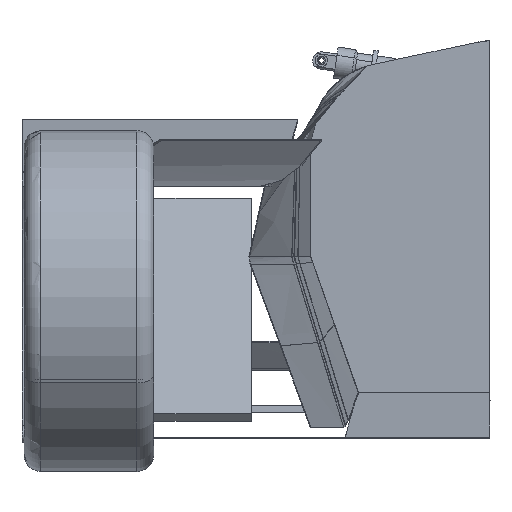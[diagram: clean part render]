
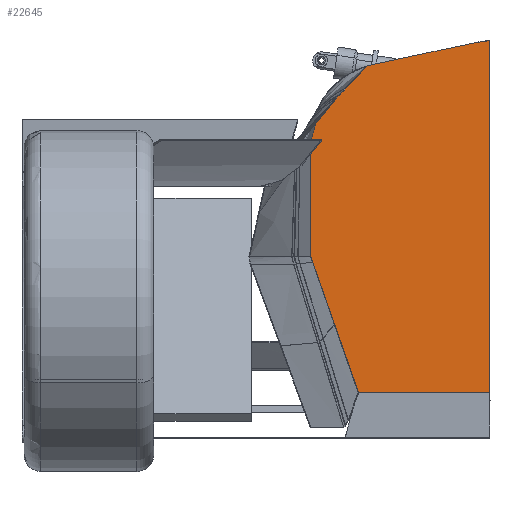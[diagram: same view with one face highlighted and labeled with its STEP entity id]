
A CAD part, left-side view. The second image highlights one B-rep face of the part: STEP entity #22645.
In plain terms, the highlighted planar face has unit normal (-1, 0, 0).
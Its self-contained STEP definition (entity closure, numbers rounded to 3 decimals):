
#21949=CARTESIAN_POINT('Vertex',(0.,0.,20.762)) ;
#21954=CARTESIAN_POINT('Line Origine',(0.,0.,-248.269)) ;
#21958=CARTESIAN_POINT('Vertex',(0.,0.,-517.3)) ;
#22523=CARTESIAN_POINT('Control Point',(0.,3.163,20.464)) ;
#22524=CARTESIAN_POINT('Control Point',(0.,2.1,20.601)) ;
#22525=CARTESIAN_POINT('Control Point',(0.,1.044,20.699)) ;
#22526=CARTESIAN_POINT('Control Point',(0.,0.,20.762)) ;
#22527=CARTESIAN_POINT('Vertex',(0.,3.163,20.464)) ;
#22559=CARTESIAN_POINT('Axis2P3D Location',(0.,0.,0.)) ;
#22565=CARTESIAN_POINT('Control Point',(0.,25.162,16.699)) ;
#22566=CARTESIAN_POINT('Control Point',(0.,20.796,17.632)) ;
#22567=CARTESIAN_POINT('Control Point',(0.,16.411,18.475)) ;
#22568=CARTESIAN_POINT('Control Point',(0.,12.006,19.229)) ;
#22569=CARTESIAN_POINT('Control Point',(0.,7.591,19.892)) ;
#22570=CARTESIAN_POINT('Control Point',(0.,3.163,20.464)) ;
#22571=CARTESIAN_POINT('Vertex',(0.,25.162,16.699)) ;
#22574=CARTESIAN_POINT('Line Origine',(0.,100.291,0.641)) ;
#22578=CARTESIAN_POINT('Vertex',(0.,175.42,-15.417)) ;
#22582=CARTESIAN_POINT('Control Point',(0.,269.04,-125.823)) ;
#22583=CARTESIAN_POINT('Control Point',(0.,268.521,-114.635)) ;
#22584=CARTESIAN_POINT('Control Point',(0.,266.68,-103.508)) ;
#22585=CARTESIAN_POINT('Control Point',(0.,263.527,-92.651)) ;
#22586=CARTESIAN_POINT('Control Point',(0.,254.716,-71.887)) ;
#22587=CARTESIAN_POINT('Control Point',(0.,241.31,-53.748)) ;
#22588=CARTESIAN_POINT('Control Point',(0.,233.561,-45.515)) ;
#22589=CARTESIAN_POINT('Control Point',(0.,218.163,-32.624)) ;
#22590=CARTESIAN_POINT('Control Point',(0.,200.468,-23.244)) ;
#22591=CARTESIAN_POINT('Control Point',(0.,192.352,-19.86)) ;
#22592=CARTESIAN_POINT('Control Point',(0.,183.97,-17.244)) ;
#22593=CARTESIAN_POINT('Control Point',(0.,175.42,-15.417)) ;
#22594=CARTESIAN_POINT('Vertex',(0.,269.04,-125.823)) ;
#22597=CARTESIAN_POINT('Line Origine',(0.,269.04,-210.751)) ;
#22601=CARTESIAN_POINT('Vertex',(0.,269.04,-295.678)) ;
#22605=CARTESIAN_POINT('Control Point',(0.,266.849,-308.523)) ;
#22606=CARTESIAN_POINT('Control Point',(0.,267.717,-306.052)) ;
#22607=CARTESIAN_POINT('Control Point',(0.,268.376,-303.509)) ;
#22608=CARTESIAN_POINT('Control Point',(0.,268.819,-300.915)) ;
#22609=CARTESIAN_POINT('Control Point',(0.,269.04,-298.297)) ;
#22610=CARTESIAN_POINT('Control Point',(0.,269.04,-295.678)) ;
#22611=CARTESIAN_POINT('Vertex',(0.,266.849,-308.523)) ;
#22614=CARTESIAN_POINT('Line Origine',(0.,232.179,-407.201)) ;
#22618=CARTESIAN_POINT('Vertex',(0.,197.508,-505.879)) ;
#22621=CARTESIAN_POINT('Line Origine',(0.,195.501,-511.589)) ;
#22625=CARTESIAN_POINT('Vertex',(0.,193.495,-517.3)) ;
#22628=CARTESIAN_POINT('Line Origine',(0.,96.747,-517.3)) ;
#21955=DIRECTION('Vector Direction',(0.,0.,1.)) ;
#22560=DIRECTION('Axis2P3D Direction',(1.,0.,0.)) ;
#22561=DIRECTION('Axis2P3D XDirection',(0.,1.,0.)) ;
#22575=DIRECTION('Vector Direction',(0.,0.978,-0.209)) ;
#22598=DIRECTION('Vector Direction',(0.,0.,-1.)) ;
#22615=DIRECTION('Vector Direction',(0.,-0.331,-0.943)) ;
#22622=DIRECTION('Vector Direction',(0.,-0.331,-0.943)) ;
#22629=DIRECTION('Vector Direction',(0.,-1.,0.)) ;
#22562=AXIS2_PLACEMENT_3D('Plane Axis2P3D',#22559,#22560,#22561) ;
#22634=ORIENTED_EDGE('',*,*,#22529,.F.) ;
#22635=ORIENTED_EDGE('',*,*,#22573,.F.) ;
#22636=ORIENTED_EDGE('',*,*,#22580,.F.) ;
#22637=ORIENTED_EDGE('',*,*,#22596,.F.) ;
#22638=ORIENTED_EDGE('',*,*,#22603,.F.) ;
#22639=ORIENTED_EDGE('',*,*,#22613,.F.) ;
#22640=ORIENTED_EDGE('',*,*,#22620,.F.) ;
#22641=ORIENTED_EDGE('',*,*,#22627,.F.) ;
#22642=ORIENTED_EDGE('',*,*,#22632,.F.) ;
#22643=ORIENTED_EDGE('',*,*,#21960,.F.) ;
#21956=VECTOR('Line Direction',#21955,1.) ;
#22576=VECTOR('Line Direction',#22575,1.) ;
#22599=VECTOR('Line Direction',#22598,1.) ;
#22616=VECTOR('Line Direction',#22615,1.) ;
#22623=VECTOR('Line Direction',#22622,1.) ;
#22630=VECTOR('Line Direction',#22629,1.) ;
#22645=ADVANCED_FACE('',(#22644),#22563,.F.) ;
#22522=B_SPLINE_CURVE_WITH_KNOTS('',3,(#22523,#22524,#22525,#22526),.UNSPECIFIED.,.F.,.U.,(4,4),(0.,4.577),.UNSPECIFIED.) ;
#22564=B_SPLINE_CURVE_WITH_KNOTS('',5,(#22565,#22566,#22567,#22568,#22569,#22570),.UNSPECIFIED.,.F.,.U.,(6,6),(0.,31.567),.UNSPECIFIED.) ;
#22581=B_SPLINE_CURVE_WITH_KNOTS('',5,(#22582,#22583,#22584,#22585,#22586,#22587,#22588,#22589,#22590,#22591,#22592,#22593),.UNSPECIFIED.,.F.,.U.,(6,3,3,6),(0.,79.196,158.391,220.214),.UNSPECIFIED.) ;
#22604=B_SPLINE_CURVE_WITH_KNOTS('',5,(#22605,#22606,#22607,#22608,#22609,#22610),.UNSPECIFIED.,.F.,.U.,(6,6),(0.,18.515),.UNSPECIFIED.) ;
#21960=EDGE_CURVE('',#21950,#21959,#21957,.F.) ;
#22529=EDGE_CURVE('',#22528,#21950,#22522,.T.) ;
#22573=EDGE_CURVE('',#22572,#22528,#22564,.T.) ;
#22580=EDGE_CURVE('',#22579,#22572,#22577,.F.) ;
#22596=EDGE_CURVE('',#22595,#22579,#22581,.T.) ;
#22603=EDGE_CURVE('',#22602,#22595,#22600,.F.) ;
#22613=EDGE_CURVE('',#22612,#22602,#22604,.T.) ;
#22620=EDGE_CURVE('',#22619,#22612,#22617,.F.) ;
#22627=EDGE_CURVE('',#22626,#22619,#22624,.F.) ;
#22632=EDGE_CURVE('',#21959,#22626,#22631,.F.) ;
#22633=EDGE_LOOP('',(#22634,#22635,#22636,#22637,#22638,#22639,#22640,#22641,#22642,#22643)) ;
#22644=FACE_OUTER_BOUND('',#22633,.T.) ;
#21957=LINE('Line',#21954,#21956) ;
#22577=LINE('Line',#22574,#22576) ;
#22600=LINE('Line',#22597,#22599) ;
#22617=LINE('Line',#22614,#22616) ;
#22624=LINE('Line',#22621,#22623) ;
#22631=LINE('Line',#22628,#22630) ;
#22563=PLANE('Plane',#22562) ;
#21950=VERTEX_POINT('',#21949) ;
#21959=VERTEX_POINT('',#21958) ;
#22528=VERTEX_POINT('',#22527) ;
#22572=VERTEX_POINT('',#22571) ;
#22579=VERTEX_POINT('',#22578) ;
#22595=VERTEX_POINT('',#22594) ;
#22602=VERTEX_POINT('',#22601) ;
#22612=VERTEX_POINT('',#22611) ;
#22619=VERTEX_POINT('',#22618) ;
#22626=VERTEX_POINT('',#22625) ;
